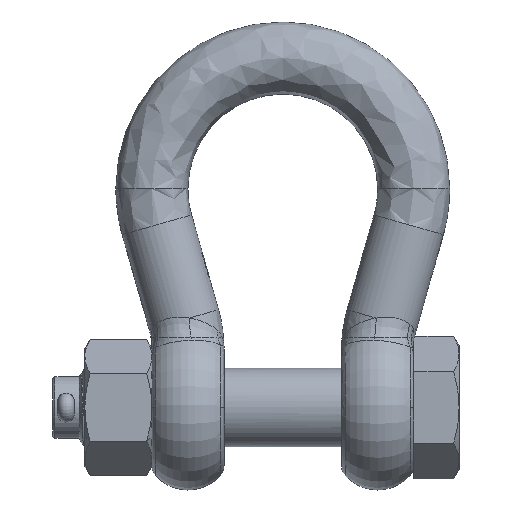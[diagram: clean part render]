
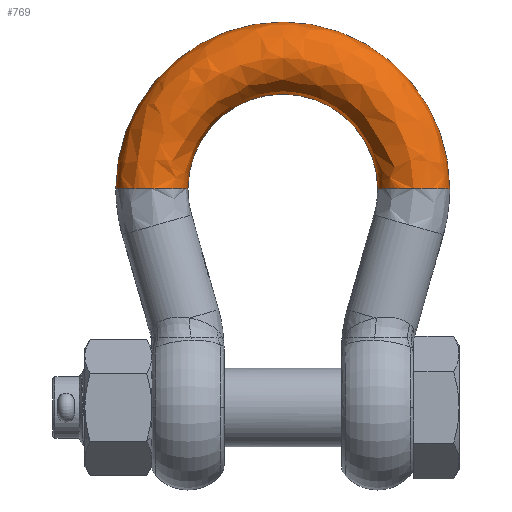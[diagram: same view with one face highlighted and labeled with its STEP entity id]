
A CAD part, top view. The second image highlights one B-rep face of the part: STEP entity #769.
In plain terms, the highlighted free-form (B-spline) face has degree [3, 3] with [4, 4] control points.
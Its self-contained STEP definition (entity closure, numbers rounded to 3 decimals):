
#769=ADVANCED_FACE('NONE',(#2400),#2401,.F.);
#2400=FACE_OUTER_BOUND('',#15625,.T.);
#2401=(B_SPLINE_SURFACE(3,3,((#15627,#15628,#15629,#15630),(#15631,#15632,#15633,#15634),(#15635,#15636,#15637,#15638),(#15639,#15640,#15641,#15642)),.UNSPECIFIED.,.F.,.F.,.F.)B_SPLINE_SURFACE_WITH_KNOTS((4,4),(4,4),(0.0,1.0),(0.0,1.0),.UNSPECIFIED.)RATIONAL_B_SPLINE_SURFACE(((1.0,0.333,0.333,1.0),(0.333,0.111,0.111,0.333),(0.333,0.111,0.111,0.333),(1.0,0.333,0.333,1.0)))BOUNDED_SURFACE()REPRESENTATION_ITEM('')GEOMETRIC_REPRESENTATION_ITEM()SURFACE());
#15625=EDGE_LOOP('',(#23370,#23371,#23372,#23373));
#15627=CARTESIAN_POINT('',(-46.0,106.0,0.));
#15628=CARTESIAN_POINT('',(-46.0,198.0,0.));
#15629=CARTESIAN_POINT('',(46.0,198.0,0.));
#15630=CARTESIAN_POINT('',(46.0,106.0,0.));
#15631=CARTESIAN_POINT('',(-46.0,106.0,35.0));
#15632=CARTESIAN_POINT('',(-46.0,198.0,35.0));
#15633=CARTESIAN_POINT('',(46.0,198.0,35.0));
#15634=CARTESIAN_POINT('',(46.0,106.0,35.0));
#15635=CARTESIAN_POINT('',(-81.0,106.0,35.0));
#15636=CARTESIAN_POINT('',(-81.0,268.0,35.0));
#15637=CARTESIAN_POINT('',(81.0,268.0,35.0));
#15638=CARTESIAN_POINT('',(81.0,106.0,35.0));
#15639=CARTESIAN_POINT('',(-81.0,106.0,0.));
#15640=CARTESIAN_POINT('',(-81.0,268.0,0.));
#15641=CARTESIAN_POINT('',(81.0,268.0,0.));
#15642=CARTESIAN_POINT('',(81.0,106.0,0.));
#23370=ORIENTED_EDGE('',*,*,#27188,.T.);
#23371=ORIENTED_EDGE('',*,*,#25901,.F.);
#23372=ORIENTED_EDGE('',*,*,#27063,.F.);
#23373=ORIENTED_EDGE('',*,*,#25903,.F.);
#25901=EDGE_CURVE('NONE',#29160,#29161,#29162,.T.);
#25903=EDGE_CURVE('NONE',#29163,#29165,#29166,.T.);
#27063=EDGE_CURVE('NONE',#29165,#29160,#31170,.T.);
#27188=EDGE_CURVE('NONE',#29163,#29161,#31375,.T.);
#29160=VERTEX_POINT('NONE',#39800);
#29161=VERTEX_POINT('NONE',#39801);
#29162=CIRCLE('',#39802,81.0);
#29163=VERTEX_POINT('NONE',#39803);
#29165=VERTEX_POINT('NONE',#39815);
#29166=CIRCLE('',#39816,46.0);
#31170=CIRCLE('',#46874,17.5);
#31375=CIRCLE('',#47587,17.5);
#39800=CARTESIAN_POINT('',(-81.,106.0,0.));
#39801=CARTESIAN_POINT('',(81.0,106.0,0.));
#39802=AXIS2_PLACEMENT_3D('',#49578,#49579,#49580);
#39803=CARTESIAN_POINT('',(46.0,106.0,0.));
#39815=CARTESIAN_POINT('',(-46.,106.,0.));
#39816=AXIS2_PLACEMENT_3D('',#49581,#49582,#49583);
#46874=AXIS2_PLACEMENT_3D('',#50163,#50164,#50165);
#47587=AXIS2_PLACEMENT_3D('',#50225,#50226,#50227);
#49578=CARTESIAN_POINT('',(0.0,106.0,0.));
#49579=DIRECTION('',(0.0,0.0,-1.0));
#49580=DIRECTION('',(-1.0,0.0,0.0));
#49581=CARTESIAN_POINT('',(0.0,106.0,0.));
#49582=DIRECTION('',(0.0,0.0,1.0));
#49583=DIRECTION('',(-1.0,0.0,0.0));
#50163=CARTESIAN_POINT('',(-63.5,106.0,0.));
#50164=DIRECTION('',(0.0,-1.0,0.));
#50165=DIRECTION('',(0.0,0.,-1.0));
#50225=CARTESIAN_POINT('',(63.5,106.0,0.));
#50226=DIRECTION('',(0.0,1.0,-0.0));
#50227=DIRECTION('',(0.0,0.0,1.0));
